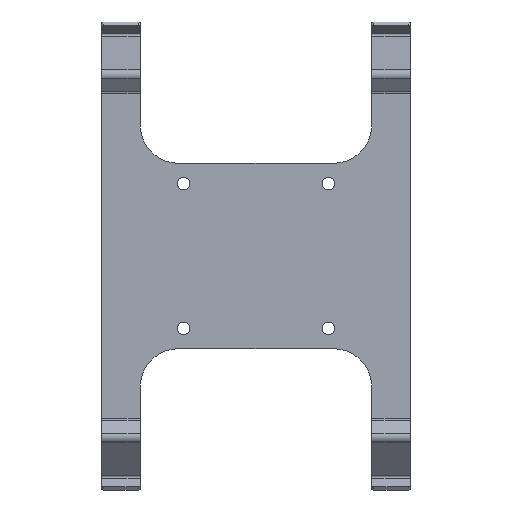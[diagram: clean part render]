
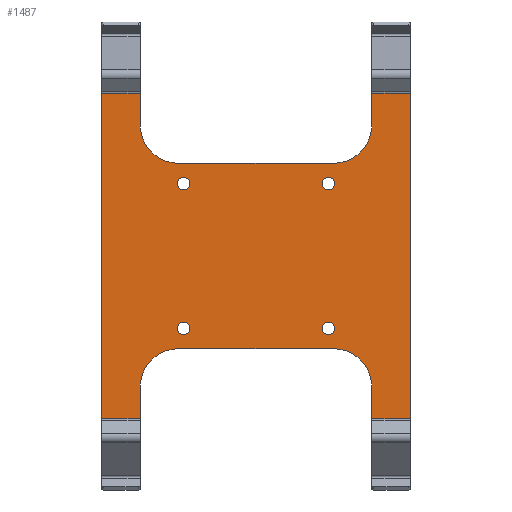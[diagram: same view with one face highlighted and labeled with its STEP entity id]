
A CAD part, front view. The second image highlights one B-rep face of the part: STEP entity #1487.
In plain terms, the highlighted planar face has unit normal (0, -1, 0).
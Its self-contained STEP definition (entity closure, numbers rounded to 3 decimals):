
#116=CIRCLE('',#1635,20.);
#117=CIRCLE('',#1636,20.);
#118=CIRCLE('',#1637,20.);
#119=CIRCLE('',#1638,20.);
#120=CIRCLE('',#1639,3.25);
#121=CIRCLE('',#1640,3.25);
#122=CIRCLE('',#1641,3.25);
#123=CIRCLE('',#1642,3.25);
#320=ORIENTED_EDGE('',*,*,#744,.F.);
#321=ORIENTED_EDGE('',*,*,#610,.T.);
#322=ORIENTED_EDGE('',*,*,#745,.F.);
#323=ORIENTED_EDGE('',*,*,#709,.T.);
#324=ORIENTED_EDGE('',*,*,#746,.T.);
#325=ORIENTED_EDGE('',*,*,#742,.T.);
#326=ORIENTED_EDGE('',*,*,#747,.T.);
#327=ORIENTED_EDGE('',*,*,#727,.T.);
#328=ORIENTED_EDGE('',*,*,#748,.F.);
#329=ORIENTED_EDGE('',*,*,#662,.T.);
#330=ORIENTED_EDGE('',*,*,#749,.F.);
#331=ORIENTED_EDGE('',*,*,#682,.T.);
#332=ORIENTED_EDGE('',*,*,#750,.T.);
#333=ORIENTED_EDGE('',*,*,#739,.T.);
#334=ORIENTED_EDGE('',*,*,#751,.T.);
#335=ORIENTED_EDGE('',*,*,#624,.T.);
#336=ORIENTED_EDGE('',*,*,#752,.T.);
#337=ORIENTED_EDGE('',*,*,#753,.T.);
#338=ORIENTED_EDGE('',*,*,#754,.T.);
#339=ORIENTED_EDGE('',*,*,#755,.T.);
#610=EDGE_CURVE('',#835,#834,#977,.T.);
#624=EDGE_CURVE('',#849,#848,#985,.T.);
#662=EDGE_CURVE('',#881,#880,#1009,.T.);
#682=EDGE_CURVE('',#899,#898,#1020,.T.);
#709=EDGE_CURVE('',#921,#920,#1038,.T.);
#727=EDGE_CURVE('',#935,#934,#1050,.T.);
#739=EDGE_CURVE('',#941,#940,#1059,.T.);
#742=EDGE_CURVE('',#943,#942,#1062,.T.);
#744=EDGE_CURVE('',#835,#848,#1064,.T.);
#745=EDGE_CURVE('',#921,#834,#1065,.T.);
#746=EDGE_CURVE('',#920,#943,#116,.T.);
#747=EDGE_CURVE('',#942,#935,#117,.T.);
#748=EDGE_CURVE('',#881,#934,#1066,.T.);
#749=EDGE_CURVE('',#899,#880,#1067,.T.);
#750=EDGE_CURVE('',#898,#941,#118,.T.);
#751=EDGE_CURVE('',#940,#849,#119,.T.);
#752=EDGE_CURVE('',#944,#944,#120,.T.);
#753=EDGE_CURVE('',#945,#945,#121,.T.);
#754=EDGE_CURVE('',#946,#946,#122,.T.);
#755=EDGE_CURVE('',#947,#947,#123,.T.);
#834=VERTEX_POINT('',#2227);
#835=VERTEX_POINT('',#2229);
#848=VERTEX_POINT('',#2256);
#849=VERTEX_POINT('',#2258);
#880=VERTEX_POINT('',#2330);
#881=VERTEX_POINT('',#2332);
#898=VERTEX_POINT('',#2369);
#899=VERTEX_POINT('',#2371);
#920=VERTEX_POINT('',#2421);
#921=VERTEX_POINT('',#2423);
#934=VERTEX_POINT('',#2456);
#935=VERTEX_POINT('',#2458);
#940=VERTEX_POINT('',#2477);
#941=VERTEX_POINT('',#2479);
#942=VERTEX_POINT('',#2483);
#943=VERTEX_POINT('',#2485);
#944=VERTEX_POINT('',#2497);
#945=VERTEX_POINT('',#2499);
#946=VERTEX_POINT('',#2501);
#947=VERTEX_POINT('',#2503);
#977=LINE('',#2228,#1121);
#985=LINE('',#2257,#1129);
#1009=LINE('',#2331,#1153);
#1020=LINE('',#2370,#1164);
#1038=LINE('',#2422,#1182);
#1050=LINE('',#2457,#1194);
#1059=LINE('',#2478,#1203);
#1062=LINE('',#2484,#1206);
#1064=LINE('',#2488,#1208);
#1065=LINE('',#2489,#1209);
#1066=LINE('',#2492,#1210);
#1067=LINE('',#2493,#1211);
#1121=VECTOR('',#1754,1000.);
#1129=VECTOR('',#1776,1000.);
#1153=VECTOR('',#1836,1000.);
#1164=VECTOR('',#1867,1000.);
#1182=VECTOR('',#1909,1000.);
#1194=VECTOR('',#1939,1000.);
#1203=VECTOR('',#1960,1000.);
#1206=VECTOR('',#1965,1000.);
#1208=VECTOR('',#1969,1000.);
#1209=VECTOR('',#1970,1000.);
#1210=VECTOR('',#1975,1000.);
#1211=VECTOR('',#1976,1000.);
#1273=EDGE_LOOP('',(#320,#321,#322,#323,#324,#325,#326,#327,#328,#329,#330,
#331,#332,#333,#334,#335));
#1274=EDGE_LOOP('',(#336));
#1275=EDGE_LOOP('',(#337));
#1276=EDGE_LOOP('',(#338));
#1277=EDGE_LOOP('',(#339));
#1363=FACE_BOUND('',#1273,.T.);
#1364=FACE_BOUND('',#1274,.T.);
#1365=FACE_BOUND('',#1275,.T.);
#1366=FACE_BOUND('',#1276,.T.);
#1367=FACE_BOUND('',#1277,.T.);
#1449=PLANE('',#1634);
#1487=ADVANCED_FACE('',(#1363,#1364,#1365,#1366,#1367),#1449,.F.);
#1634=AXIS2_PLACEMENT_3D('',#2487,#1967,#1968);
#1635=AXIS2_PLACEMENT_3D('',#2490,#1971,#1972);
#1636=AXIS2_PLACEMENT_3D('',#2491,#1973,#1974);
#1637=AXIS2_PLACEMENT_3D('',#2494,#1977,#1978);
#1638=AXIS2_PLACEMENT_3D('',#2495,#1979,#1980);
#1639=AXIS2_PLACEMENT_3D('',#2496,#1981,#1982);
#1640=AXIS2_PLACEMENT_3D('',#2498,#1983,#1984);
#1641=AXIS2_PLACEMENT_3D('',#2500,#1985,#1986);
#1642=AXIS2_PLACEMENT_3D('',#2502,#1987,#1988);
#1754=DIRECTION('',(0.,0.,1.));
#1776=DIRECTION('',(0.,0.,-1.));
#1836=DIRECTION('',(0.,0.,-1.));
#1867=DIRECTION('',(0.,0.,1.));
#1909=DIRECTION('',(0.,0.,-1.));
#1939=DIRECTION('',(0.,0.,1.));
#1960=DIRECTION('',(1.,0.,0.));
#1965=DIRECTION('',(-1.,0.,0.));
#1967=DIRECTION('',(0.,1.,0.));
#1968=DIRECTION('',(0.,0.,1.));
#1969=DIRECTION('',(-1.,0.,0.));
#1970=DIRECTION('',(1.,0.,0.));
#1971=DIRECTION('',(0.,1.,0.));
#1972=DIRECTION('',(0.,0.,1.));
#1973=DIRECTION('',(0.,1.,0.));
#1974=DIRECTION('',(0.,0.,1.));
#1975=DIRECTION('',(1.,0.,0.));
#1976=DIRECTION('',(-1.,0.,0.));
#1977=DIRECTION('',(0.,1.,0.));
#1978=DIRECTION('',(0.,0.,1.));
#1979=DIRECTION('',(0.,1.,0.));
#1980=DIRECTION('',(0.,0.,1.));
#1981=DIRECTION('',(0.,1.,0.));
#1982=DIRECTION('',(0.,0.,-1.));
#1983=DIRECTION('',(0.,1.,0.));
#1984=DIRECTION('',(0.,0.,-1.));
#1985=DIRECTION('',(0.,1.,0.));
#1986=DIRECTION('',(0.,0.,-1.));
#1987=DIRECTION('',(0.,1.,0.));
#1988=DIRECTION('',(0.,0.,-1.));
#2227=CARTESIAN_POINT('',(80.,0.,84.407));
#2228=CARTESIAN_POINT('',(80.,0.,-88.));
#2229=CARTESIAN_POINT('',(80.,0.,-84.407));
#2256=CARTESIAN_POINT('',(60.,0.,-84.407));
#2257=CARTESIAN_POINT('',(60.,0.,-48.));
#2258=CARTESIAN_POINT('',(60.,0.,-68.));
#2330=CARTESIAN_POINT('',(-80.,0.,-84.407));
#2331=CARTESIAN_POINT('',(-80.,0.,-88.));
#2332=CARTESIAN_POINT('',(-80.,0.,84.407));
#2369=CARTESIAN_POINT('',(-60.,0.,-68.));
#2370=CARTESIAN_POINT('',(-60.,0.,-48.));
#2371=CARTESIAN_POINT('',(-60.,0.,-84.407));
#2421=CARTESIAN_POINT('',(60.,0.,68.));
#2422=CARTESIAN_POINT('',(60.,0.,48.));
#2423=CARTESIAN_POINT('',(60.,0.,84.407));
#2456=CARTESIAN_POINT('',(-60.,0.,84.407));
#2457=CARTESIAN_POINT('',(-60.,0.,48.));
#2458=CARTESIAN_POINT('',(-60.,0.,68.));
#2477=CARTESIAN_POINT('',(40.,0.,-48.));
#2478=CARTESIAN_POINT('',(-60.,0.,-48.));
#2479=CARTESIAN_POINT('',(-40.,0.,-48.));
#2483=CARTESIAN_POINT('',(-40.,0.,48.));
#2484=CARTESIAN_POINT('',(-60.,0.,48.));
#2485=CARTESIAN_POINT('',(40.,0.,48.));
#2487=CARTESIAN_POINT('',(0.,0.,0.));
#2488=CARTESIAN_POINT('',(80.,0.,-84.407));
#2489=CARTESIAN_POINT('',(60.,0.,84.407));
#2490=CARTESIAN_POINT('',(40.,0.,68.));
#2491=CARTESIAN_POINT('',(-40.,0.,68.));
#2492=CARTESIAN_POINT('',(-80.,0.,84.407));
#2493=CARTESIAN_POINT('',(-60.,0.,-84.407));
#2494=CARTESIAN_POINT('',(-40.,0.,-68.));
#2495=CARTESIAN_POINT('',(40.,0.,-68.));
#2496=CARTESIAN_POINT('',(-37.5,0.,-37.5));
#2497=CARTESIAN_POINT('',(-37.5,0.,-40.75));
#2498=CARTESIAN_POINT('',(37.5,0.,-37.5));
#2499=CARTESIAN_POINT('',(37.5,0.,-40.75));
#2500=CARTESIAN_POINT('',(37.5,0.,37.5));
#2501=CARTESIAN_POINT('',(37.5,0.,34.25));
#2502=CARTESIAN_POINT('',(-37.5,0.,37.5));
#2503=CARTESIAN_POINT('',(-37.5,0.,34.25));
